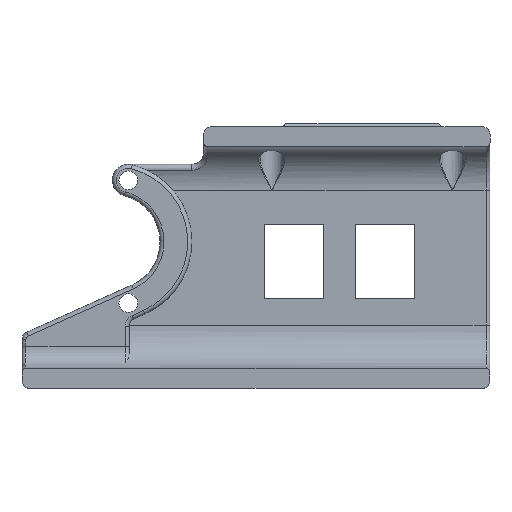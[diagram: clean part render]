
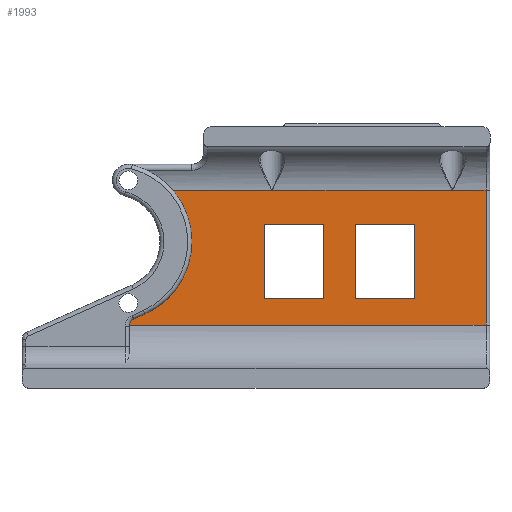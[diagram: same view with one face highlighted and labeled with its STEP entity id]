
A CAD part, front view. The second image highlights one B-rep face of the part: STEP entity #1993.
In plain terms, the highlighted planar face has unit normal (0, -1, 0).
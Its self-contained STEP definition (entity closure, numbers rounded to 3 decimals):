
#44=FACE_BOUND('',#755,.T.);
#45=FACE_BOUND('',#756,.T.);
#58=PLANE('',#2127);
#123=CIRCLE('',#2128,20.);
#202=LINE('',#3164,#400);
#205=LINE('',#3189,#403);
#206=LINE('',#3217,#404);
#207=LINE('',#3416,#405);
#208=LINE('',#3418,#406);
#209=LINE('',#3420,#407);
#210=LINE('',#3421,#408);
#211=LINE('',#3424,#409);
#212=LINE('',#3426,#410);
#213=LINE('',#3428,#411);
#214=LINE('',#3429,#412);
#215=LINE('',#3432,#413);
#216=LINE('',#3434,#414);
#217=LINE('',#3436,#415);
#218=LINE('',#3437,#416);
#400=VECTOR('',#2333,10.);
#403=VECTOR('',#2340,10.);
#404=VECTOR('',#2341,10.);
#405=VECTOR('',#2346,10.);
#406=VECTOR('',#2347,10.);
#407=VECTOR('',#2348,10.);
#408=VECTOR('',#2349,10.);
#409=VECTOR('',#2350,10.);
#410=VECTOR('',#2351,10.);
#411=VECTOR('',#2352,10.);
#412=VECTOR('',#2353,10.);
#413=VECTOR('',#2354,10.);
#414=VECTOR('',#2355,10.);
#415=VECTOR('',#2356,10.);
#416=VECTOR('',#2357,10.);
#634=FACE_OUTER_BOUND('',#754,.T.);
#754=EDGE_LOOP('',(#1402,#1403,#1404,#1405,#1406,#1407,#1408,#1409));
#755=EDGE_LOOP('',(#1410,#1411,#1412,#1413));
#756=EDGE_LOOP('',(#1414,#1415,#1416,#1417));
#899=VERTEX_POINT('',#3102);
#901=VERTEX_POINT('',#3163);
#907=VERTEX_POINT('',#3181);
#908=VERTEX_POINT('',#3188);
#910=VERTEX_POINT('',#3413);
#911=VERTEX_POINT('',#3415);
#912=VERTEX_POINT('',#3417);
#913=VERTEX_POINT('',#3419);
#914=VERTEX_POINT('',#3422);
#915=VERTEX_POINT('',#3423);
#916=VERTEX_POINT('',#3425);
#917=VERTEX_POINT('',#3427);
#918=VERTEX_POINT('',#3430);
#919=VERTEX_POINT('',#3431);
#920=VERTEX_POINT('',#3433);
#921=VERTEX_POINT('',#3435);
#1087=EDGE_CURVE('',#901,#899,#202,.T.);
#1094=EDGE_CURVE('',#908,#907,#205,.T.);
#1096=EDGE_CURVE('',#899,#908,#206,.T.);
#1099=EDGE_CURVE('',#910,#907,#123,.T.);
#1100=EDGE_CURVE('',#911,#910,#207,.T.);
#1101=EDGE_CURVE('',#912,#911,#208,.T.);
#1102=EDGE_CURVE('',#912,#913,#209,.T.);
#1103=EDGE_CURVE('',#901,#913,#210,.T.);
#1104=EDGE_CURVE('',#914,#915,#211,.T.);
#1105=EDGE_CURVE('',#915,#916,#212,.T.);
#1106=EDGE_CURVE('',#916,#917,#213,.T.);
#1107=EDGE_CURVE('',#917,#914,#214,.T.);
#1108=EDGE_CURVE('',#918,#919,#215,.T.);
#1109=EDGE_CURVE('',#919,#920,#216,.T.);
#1110=EDGE_CURVE('',#920,#921,#217,.T.);
#1111=EDGE_CURVE('',#921,#918,#218,.T.);
#1402=ORIENTED_EDGE('',*,*,#1094,.T.);
#1403=ORIENTED_EDGE('',*,*,#1099,.F.);
#1404=ORIENTED_EDGE('',*,*,#1100,.F.);
#1405=ORIENTED_EDGE('',*,*,#1101,.F.);
#1406=ORIENTED_EDGE('',*,*,#1102,.T.);
#1407=ORIENTED_EDGE('',*,*,#1103,.F.);
#1408=ORIENTED_EDGE('',*,*,#1087,.T.);
#1409=ORIENTED_EDGE('',*,*,#1096,.T.);
#1410=ORIENTED_EDGE('',*,*,#1104,.T.);
#1411=ORIENTED_EDGE('',*,*,#1105,.T.);
#1412=ORIENTED_EDGE('',*,*,#1106,.T.);
#1413=ORIENTED_EDGE('',*,*,#1107,.T.);
#1414=ORIENTED_EDGE('',*,*,#1108,.T.);
#1415=ORIENTED_EDGE('',*,*,#1109,.T.);
#1416=ORIENTED_EDGE('',*,*,#1110,.T.);
#1417=ORIENTED_EDGE('',*,*,#1111,.T.);
#1993=ADVANCED_FACE('',(#634,#44,#45),#58,.F.);
#2127=AXIS2_PLACEMENT_3D('',#3412,#2342,#2343);
#2128=AXIS2_PLACEMENT_3D('',#3414,#2344,#2345);
#2333=DIRECTION('',(-1.,0.,0.));
#2340=DIRECTION('',(-1.,0.,0.));
#2341=DIRECTION('',(-1.,0.,0.));
#2342=DIRECTION('center_axis',(0.,1.,0.));
#2343=DIRECTION('ref_axis',(0.,0.,1.));
#2344=DIRECTION('center_axis',(0.,-1.,0.));
#2345=DIRECTION('ref_axis',(0.,0.,1.));
#2346=DIRECTION('',(0.912,0.,0.409));
#2347=DIRECTION('',(0.,0.,1.));
#2348=DIRECTION('',(1.,0.,0.));
#2349=DIRECTION('',(0.,0.,-1.));
#2350=DIRECTION('',(1.,0.,0.));
#2351=DIRECTION('',(0.,0.,-1.));
#2352=DIRECTION('',(-1.,0.,0.));
#2353=DIRECTION('',(0.,0.,1.));
#2354=DIRECTION('',(-1.,0.,0.));
#2355=DIRECTION('',(0.,0.,1.));
#2356=DIRECTION('',(1.,0.,0.));
#2357=DIRECTION('',(0.,0.,-1.));
#3102=CARTESIAN_POINT('',(75.499,-25.,-74.096));
#3163=CARTESIAN_POINT('',(83.999,-25.,-74.096));
#3164=CARTESIAN_POINT('',(122.499,-25.,-74.096));
#3181=CARTESIAN_POINT('',(4.998,-25.,-74.096));
#3188=CARTESIAN_POINT('',(29.999,-25.,-74.096));
#3189=CARTESIAN_POINT('',(122.499,-25.,-74.096));
#3217=CARTESIAN_POINT('',(122.499,-25.,-74.096));
#3412=CARTESIAN_POINT('Origin',(37.999,-25.,-90.018));
#3413=CARTESIAN_POINT('',(-2.012,-25.,-105.343));
#3414=CARTESIAN_POINT('Origin',(-10.2,-25.,-87.096));
#3415=CARTESIAN_POINT('',(-6.001,-25.,-107.133));
#3416=CARTESIAN_POINT('',(17.502,-25.,-96.586));
#3417=CARTESIAN_POINT('',(-6.001,-25.,-108.096));
#3418=CARTESIAN_POINT('',(-6.001,-25.,-99.669));
#3419=CARTESIAN_POINT('',(83.999,-25.,-108.096));
#3420=CARTESIAN_POINT('',(94.999,-25.,-108.096));
#3421=CARTESIAN_POINT('',(83.999,-25.,-66.096));
#3422=CARTESIAN_POINT('',(28.199,-25.,-82.671));
#3423=CARTESIAN_POINT('',(43.099,-25.,-82.671));
#3424=CARTESIAN_POINT('',(82.799,-25.,-82.671));
#3425=CARTESIAN_POINT('',(43.099,-25.,-101.521));
#3426=CARTESIAN_POINT('',(43.099,-25.,-82.759));
#3427=CARTESIAN_POINT('',(28.199,-25.,-101.521));
#3428=CARTESIAN_POINT('',(82.799,-25.,-101.521));
#3429=CARTESIAN_POINT('',(28.199,-25.,-82.759));
#3430=CARTESIAN_POINT('',(65.999,-25.,-101.521));
#3431=CARTESIAN_POINT('',(51.099,-25.,-101.521));
#3432=CARTESIAN_POINT('',(94.249,-25.,-101.521));
#3433=CARTESIAN_POINT('',(51.099,-25.,-82.671));
#3434=CARTESIAN_POINT('',(51.099,-25.,-82.759));
#3435=CARTESIAN_POINT('',(65.999,-25.,-82.671));
#3436=CARTESIAN_POINT('',(94.249,-25.,-82.671));
#3437=CARTESIAN_POINT('',(65.999,-25.,-82.759));
